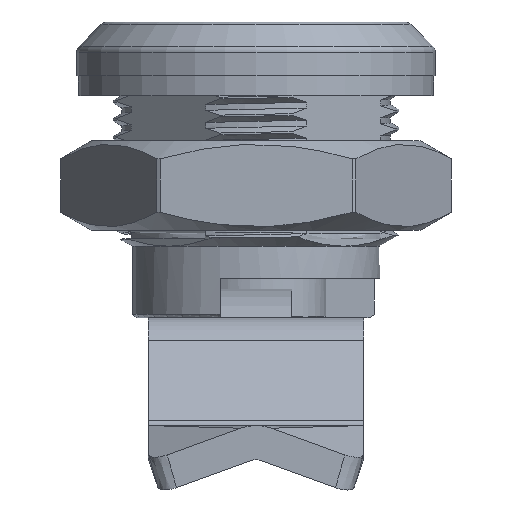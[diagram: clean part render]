
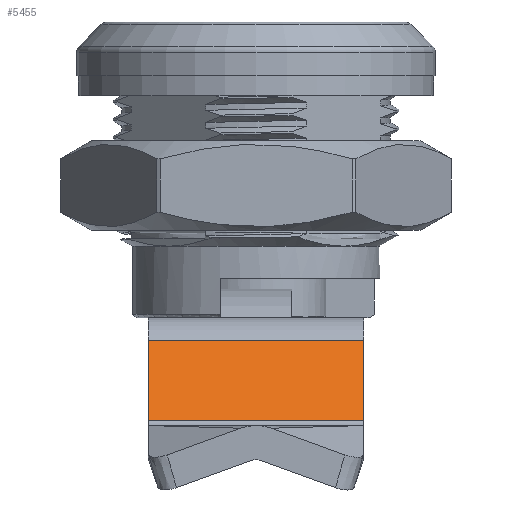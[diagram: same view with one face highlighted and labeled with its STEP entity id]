
A CAD part, front view. The second image highlights one B-rep face of the part: STEP entity #5455.
In plain terms, the highlighted face is planar.
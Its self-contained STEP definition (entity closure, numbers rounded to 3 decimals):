
#542=FACE_OUTER_BOUND('',#875,.T.);
#875=EDGE_LOOP('',(#4616,#4617,#4618,#4619));
#1349=LINE('',#35986,#1675);
#1350=LINE('',#35989,#1676);
#1355=LINE('',#36001,#1681);
#1358=LINE('',#36010,#1684);
#1675=VECTOR('',#6375,5.119);
#1676=VECTOR('',#6378,5.119);
#1681=VECTOR('',#6391,12.);
#1684=VECTOR('',#6402,12.);
#2525=VERTEX_POINT('',#35964);
#2530=VERTEX_POINT('',#35974);
#2534=VERTEX_POINT('',#35984);
#2535=VERTEX_POINT('',#35988);
#3255=EDGE_CURVE('',#2525,#2534,#1349,.T.);
#3256=EDGE_CURVE('',#2530,#2535,#1350,.T.);
#3263=EDGE_CURVE('',#2535,#2534,#1355,.T.);
#3268=EDGE_CURVE('',#2530,#2525,#1358,.T.);
#4616=ORIENTED_EDGE('',*,*,#3268,.T.);
#4617=ORIENTED_EDGE('',*,*,#3255,.T.);
#4618=ORIENTED_EDGE('',*,*,#3263,.F.);
#4619=ORIENTED_EDGE('',*,*,#3256,.F.);
#5191=PLANE('',#5725);
#5455=ADVANCED_FACE('',(#542),#5191,.T.);
#5725=AXIS2_PLACEMENT_3D('',#36009,#6400,#6401);
#6375=DIRECTION('',(0.,-0.48,0.877));
#6378=DIRECTION('',(0.,-0.48,0.877));
#6391=DIRECTION('',(-1.,0.,0.));
#6400=DIRECTION('center_axis',(0.,0.877,0.48));
#6401=DIRECTION('ref_axis',(-1.,0.,0.));
#6402=DIRECTION('',(-1.,0.,0.));
#35964=CARTESIAN_POINT('',(-6.,14.561,-5.74));
#35974=CARTESIAN_POINT('',(6.,14.561,-5.74));
#35984=CARTESIAN_POINT('',(-6.,12.106,-1.249));
#35986=CARTESIAN_POINT('',(-6.,14.561,-5.74));
#35988=CARTESIAN_POINT('',(6.,12.106,-1.249));
#35989=CARTESIAN_POINT('',(6.,14.561,-5.74));
#36001=CARTESIAN_POINT('',(-6.,12.106,-1.249));
#36009=CARTESIAN_POINT('Origin',(6.,14.561,-5.74));
#36010=CARTESIAN_POINT('',(-6.,14.561,-5.74));
